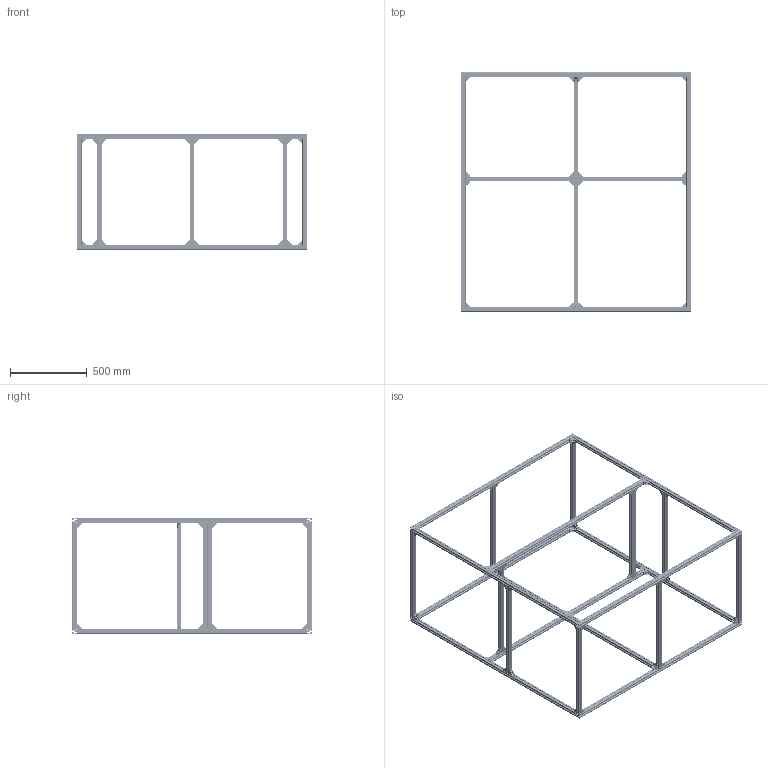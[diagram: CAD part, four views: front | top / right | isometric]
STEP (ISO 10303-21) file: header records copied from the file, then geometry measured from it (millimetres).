
FILE_DESCRIPTION(('CAx-IF Rec.Pracs.---Model Styling and Organization---1.2---2011-12-15','CAx-IF Rec.Pracs.---Geometric and Assembly Validation Properties---4.1---2014-06-16','CAx-IF Rec.Pracs.---PMI Polyline Presentation---2.0---2013-05-24'),'2;1');
FILE_NAME('Eto_Project.stp','2021-06-15T18:54:44+15:00',(''),(''),'STEP Interface 2017 Sp2 by CT CoreTechnologie','3D_Kernel_IO2017 Sp2 by CT CoreTechnologie','');
FILE_SCHEMA(('AP203_CONFIGURATION_CONTROLLED_3D_DESIGN_OF_MECHANICAL_PARTS_AND_ASSEMBLIES_MIM_LF'));
Length unit declared in the file: millimetre
Products named in the file (75): Eto; HFS6-3030-1500; HFS6-3030-690; HBLFSN6-SET(1); HBLFSN6; HNTT6-6; CBM6-12; HBLFSN6-SET(2); HBLFSN6-SET(3); HBLFSN6-SET(4); HBLFSN6-SET(5); HBLFSN6-SET(6); HBLFSN6-SET(7); HBLFSN6-SET(8); HBLFSN6-SET(9); HBLFSN6-SET(10); HBLFSN6-SET(11); HBLFSN6-SET(12); HBLFSN6-SET(13); HBLFSN6-SET(14); HBLFSN6-SET(15); HBLFSN6-SET(16); HBLFSN6-SET(17); HBLFSN6-SET(18); HBLFSN6-SET(19); HBLFSN6-SET(20); HBLFSN6-SET(21); HBLFSN6-SET(22); HBLFSN6-SET(23); HBLFSN6-SET(24); HFS6-3030-1440; HBLFSN6-SET(25); HBLFSN6-SET(26); HBLFSN6-SET(27); HBLFSN6-SET(28); HBLFSN6-SET(29); HBLFSN6-SET(30); HBLFSN6-SET(31); HBLFSN6-SET(32); HBLFSN6-SET(33) ...
Assembly tree (418 placements, depth 3):
  Eto
    HFS6-3030-1500  x8
    HFS6-3030-690  x10
    HBLFSN6-SET(1)
      HBLFSN6
      HNTT6-6  x2
      CBM6-12  x2
    HBLFSN6-SET(2)
      HBLFSN6
      HNTT6-6  x2
      CBM6-12  x2
    HBLFSN6-SET(3)
      HBLFSN6
      HNTT6-6  x2
      CBM6-12  x2
    HBLFSN6-SET(4)
      HBLFSN6
      HNTT6-6  x2
      CBM6-12  x2
    HBLFSN6-SET(5)
      HBLFSN6
      HNTT6-6  x2
      CBM6-12  x2
    HBLFSN6-SET(6)
      HBLFSN6
      HNTT6-6  x2
      CBM6-12  x2
    HBLFSN6-SET(7)
      HBLFSN6
      HNTT6-6  x2
      CBM6-12  x2
    HBLFSN6-SET(8)
      HBLFSN6
      HNTT6-6  x2
      CBM6-12  x2
    HBLFSN6-SET(9)
      HBLFSN6
      HNTT6-6  x2
      CBM6-12  x2
    HBLFSN6-SET(10)
      HBLFSN6
      HNTT6-6  x2
      CBM6-12  x2
    HBLFSN6-SET(11)
      HBLFSN6
      HNTT6-6  x2
      CBM6-12  x2
    HBLFSN6-SET(12)
      HBLFSN6
      HNTT6-6  x2
      CBM6-12  x2
    HBLFSN6-SET(13)
      HBLFSN6
      HNTT6-6  x2
      CBM6-12  x2
    HBLFSN6-SET(14)
      HBLFSN6
      HNTT6-6  x2
      CBM6-12  x2
    HBLFSN6-SET(15)
Bounding box: 1500 x 1560 x 750 mm (x, y, z)
Volume: 8399593.8 mm3; surface area: 7745481.3 mm2
Topology: 352 solids, 352 shells, 46442 faces, 119438 edges, 74096 vertices
Faces by surface type: plane 46442
Entity records: 37099 total; most frequent: CARTESIAN_POINT 6363, ORIENTED_EDGE 5924, DIRECTION 5814, VECTOR 2962, LINE 2962, EDGE_CURVE 2962, VERTEX_POINT 1975, AXIS2_PLACEMENT_3D 1426
